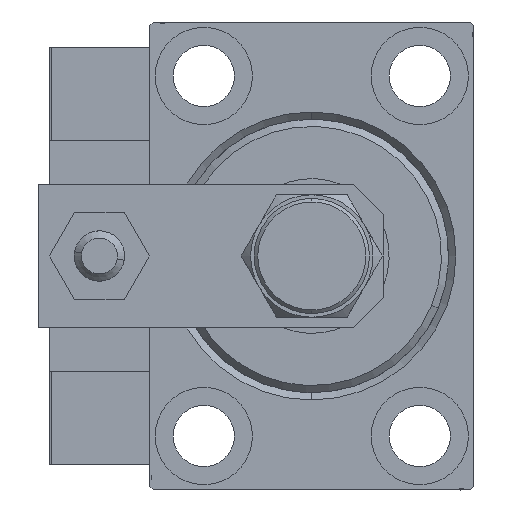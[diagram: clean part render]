
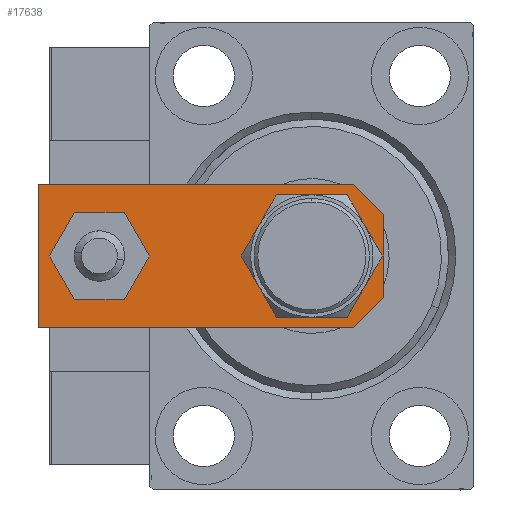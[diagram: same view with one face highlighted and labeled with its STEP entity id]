
A CAD part, left-side view. The second image highlights one B-rep face of the part: STEP entity #17638.
In plain terms, the highlighted face is planar.
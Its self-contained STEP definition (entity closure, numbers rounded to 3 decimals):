
#274 = VERTEX_POINT ( 'NONE', #46274 ) ;
#1424 = CARTESIAN_POINT ( 'NONE',  ( 10., 48., 6. ) ) ;
#1522 = EDGE_LOOP ( 'NONE', ( #24592, #37162 ) ) ;
#1695 = VECTOR ( 'NONE', #19722, 1000. ) ;
#2388 = ORIENTED_EDGE ( 'NONE', *, *, #40410, .F. ) ;
#4156 = CIRCLE ( 'NONE', #25921, 7.25 ) ;
#4722 = VECTOR ( 'NONE', #7042, 1000. ) ;
#4827 = DIRECTION ( 'NONE',  ( 0., 0., 1. ) ) ;
#5176 = VERTEX_POINT ( 'NONE', #36893 ) ;
#5729 = VECTOR ( 'NONE', #19336, 1000. ) ;
#5965 = LINE ( 'NONE', #21949, #22610 ) ;
#6024 = VERTEX_POINT ( 'NONE', #26566 ) ;
#7042 = DIRECTION ( 'NONE',  ( 0., 1., 0. ) ) ;
#7174 = AXIS2_PLACEMENT_3D ( 'NONE', #40825, #8894, #37165 ) ;
#8894 = DIRECTION ( 'NONE',  ( 0., 0., 1. ) ) ;
#9713 = ORIENTED_EDGE ( 'NONE', *, *, #49913, .T. ) ;
#9967 = DIRECTION ( 'NONE',  ( -1., 0., 0. ) ) ;
#11737 = LINE ( 'NONE', #20107, #5729 ) ;
#12427 = DIRECTION ( 'NONE',  ( 1., 0., 0. ) ) ;
#12444 = EDGE_CURVE ( 'NONE', #274, #46666, #24983, .T. ) ;
#12820 = VECTOR ( 'NONE', #9967, 1000. ) ;
#12917 = LINE ( 'NONE', #16598, #15664 ) ;
#14213 = CARTESIAN_POINT ( 'NONE',  ( -10., 4.24, 6. ) ) ;
#14929 = FACE_OUTER_BOUND ( 'NONE', #21772, .T. ) ;
#15086 = CARTESIAN_POINT ( 'NONE',  ( 0., 39.5, 6. ) ) ;
#15441 = DIRECTION ( 'NONE',  ( 0., 0., 1. ) ) ;
#15664 = VECTOR ( 'NONE', #16853, 1000. ) ;
#16598 = CARTESIAN_POINT ( 'NONE',  ( -10., 48., 6. ) ) ;
#16617 = CARTESIAN_POINT ( 'NONE',  ( 0., 10., 6. ) ) ;
#16853 = DIRECTION ( 'NONE',  ( 0., -1., 0. ) ) ;
#17185 = AXIS2_PLACEMENT_3D ( 'NONE', #15086, #36021, #23972 ) ;
#17638 = ADVANCED_FACE ( 'NONE', ( #51319, #14929, #30896 ), #31665, .T. ) ;
#19336 = DIRECTION ( 'NONE',  ( 1., 0., 0. ) ) ;
#19722 = DIRECTION ( 'NONE',  ( 0.707, -0.707, 0. ) ) ;
#19977 = CARTESIAN_POINT ( 'NONE',  ( -2.88, -2.88, 6. ) ) ;
#20107 = CARTESIAN_POINT ( 'NONE',  ( -10., 0., 6. ) ) ;
#21772 = EDGE_LOOP ( 'NONE', ( #22554, #38203, #34188, #9713, #26073, #24348 ) ) ;
#21949 = CARTESIAN_POINT ( 'NONE',  ( 2.88, -2.88, 6. ) ) ;
#22457 = VERTEX_POINT ( 'NONE', #1424 ) ;
#22554 = ORIENTED_EDGE ( 'NONE', *, *, #34945, .T. ) ;
#22610 = VECTOR ( 'NONE', #37913, 1000. ) ;
#23276 = CARTESIAN_POINT ( 'NONE',  ( 0., 39.5, 6. ) ) ;
#23622 = CARTESIAN_POINT ( 'NONE',  ( -5.76, 0., 6. ) ) ;
#23832 = EDGE_LOOP ( 'NONE', ( #33259, #2388 ) ) ;
#23972 = DIRECTION ( 'NONE',  ( 1., 0., 0. ) ) ;
#24348 = ORIENTED_EDGE ( 'NONE', *, *, #25674, .T. ) ;
#24592 = ORIENTED_EDGE ( 'NONE', *, *, #50720, .F. ) ;
#24983 = CIRCLE ( 'NONE', #45041, 4. ) ;
#25470 = VERTEX_POINT ( 'NONE', #14213 ) ;
#25674 = EDGE_CURVE ( 'NONE', #22457, #30778, #38242, .T. ) ;
#25921 = AXIS2_PLACEMENT_3D ( 'NONE', #16617, #4827, #12427 ) ;
#26073 = ORIENTED_EDGE ( 'NONE', *, *, #41441, .T. ) ;
#26566 = CARTESIAN_POINT ( 'NONE',  ( 5.76, 0., 6. ) ) ;
#27237 = CARTESIAN_POINT ( 'NONE',  ( 0., 0., 6. ) ) ;
#30778 = VERTEX_POINT ( 'NONE', #30961 ) ;
#30896 = FACE_BOUND ( 'NONE', #1522, .T. ) ;
#30961 = CARTESIAN_POINT ( 'NONE',  ( -10., 48., 6. ) ) ;
#31113 = LINE ( 'NONE', #42901, #4722 ) ;
#31665 = PLANE ( 'NONE',  #38548 ) ;
#32765 = CARTESIAN_POINT ( 'NONE',  ( 10., 4.24, 6. ) ) ;
#32987 = CARTESIAN_POINT ( 'NONE',  ( 4., 39.5, 6. ) ) ;
#33259 = ORIENTED_EDGE ( 'NONE', *, *, #12444, .F. ) ;
#34188 = ORIENTED_EDGE ( 'NONE', *, *, #46913, .T. ) ;
#34765 = CIRCLE ( 'NONE', #7174, 7.25 ) ;
#34945 = EDGE_CURVE ( 'NONE', #30778, #25470, #12917, .T. ) ;
#36021 = DIRECTION ( 'NONE',  ( 0., 0., 1. ) ) ;
#36257 = VERTEX_POINT ( 'NONE', #23622 ) ;
#36893 = CARTESIAN_POINT ( 'NONE',  ( -7.25, 10., 6. ) ) ;
#37162 = ORIENTED_EDGE ( 'NONE', *, *, #39888, .F. ) ;
#37165 = DIRECTION ( 'NONE',  ( 1., 0., 0. ) ) ;
#37802 = VERTEX_POINT ( 'NONE', #49136 ) ;
#37913 = DIRECTION ( 'NONE',  ( 0.707, 0.707, 0. ) ) ;
#38203 = ORIENTED_EDGE ( 'NONE', *, *, #51825, .T. ) ;
#38242 = LINE ( 'NONE', #45830, #12820 ) ;
#38548 = AXIS2_PLACEMENT_3D ( 'NONE', #27237, #15441, #39525 ) ;
#39525 = DIRECTION ( 'NONE',  ( 1., 0., 0. ) ) ;
#39753 = CIRCLE ( 'NONE', #17185, 4. ) ;
#39888 = EDGE_CURVE ( 'NONE', #37802, #5176, #34765, .T. ) ;
#40410 = EDGE_CURVE ( 'NONE', #46666, #274, #39753, .T. ) ;
#40825 = CARTESIAN_POINT ( 'NONE',  ( 0., 10., 6. ) ) ;
#41441 = EDGE_CURVE ( 'NONE', #49414, #22457, #31113, .T. ) ;
#42901 = CARTESIAN_POINT ( 'NONE',  ( 10., 0., 6. ) ) ;
#45041 = AXIS2_PLACEMENT_3D ( 'NONE', #23276, #50783, #50522 ) ;
#45830 = CARTESIAN_POINT ( 'NONE',  ( 10., 48., 6. ) ) ;
#46274 = CARTESIAN_POINT ( 'NONE',  ( -4., 39.5, 6. ) ) ;
#46666 = VERTEX_POINT ( 'NONE', #32987 ) ;
#46913 = EDGE_CURVE ( 'NONE', #36257, #6024, #11737, .T. ) ;
#49136 = CARTESIAN_POINT ( 'NONE',  ( 7.25, 10., 6. ) ) ;
#49414 = VERTEX_POINT ( 'NONE', #32765 ) ;
#49913 = EDGE_CURVE ( 'NONE', #6024, #49414, #5965, .T. ) ;
#50522 = DIRECTION ( 'NONE',  ( 1., 0., 0. ) ) ;
#50720 = EDGE_CURVE ( 'NONE', #5176, #37802, #4156, .T. ) ;
#50783 = DIRECTION ( 'NONE',  ( 0., 0., 1. ) ) ;
#51319 = FACE_BOUND ( 'NONE', #23832, .T. ) ;
#51674 = LINE ( 'NONE', #19977, #1695 ) ;
#51825 = EDGE_CURVE ( 'NONE', #25470, #36257, #51674, .T. ) ;
